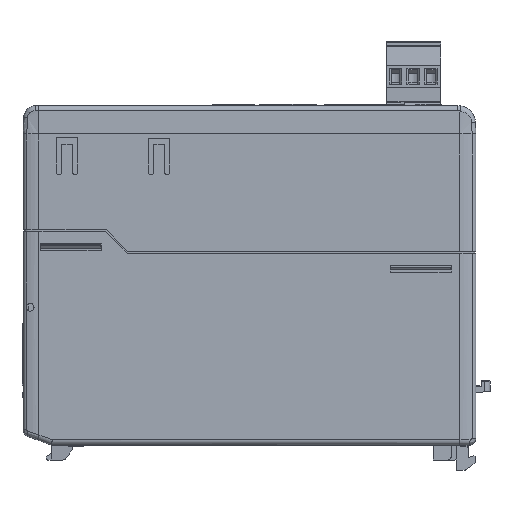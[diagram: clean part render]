
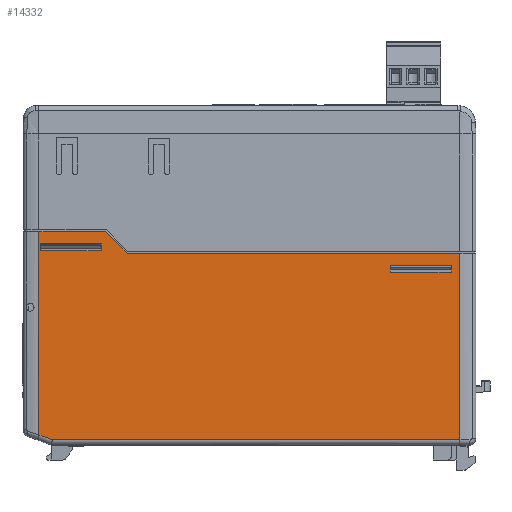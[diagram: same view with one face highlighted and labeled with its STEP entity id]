
A CAD part, left-side view. The second image highlights one B-rep face of the part: STEP entity #14332.
In plain terms, the highlighted planar face has unit normal (-1, 0, 0).
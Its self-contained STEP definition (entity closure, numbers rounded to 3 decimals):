
#1379 = DIRECTION ( 'NONE',  ( 0., 1., 0. ) ) ;
#1380 = VECTOR ( 'NONE', #1379, 1000. ) ;
#1381 = CARTESIAN_POINT ( 'NONE',  ( 95.856, -1.42, -141.826 ) ) ;
#1382 = LINE ( 'NONE', #1381, #1380 ) ;
#1383 = CARTESIAN_POINT ( 'NONE',  ( 95.856, 15.877, -141.826 ) ) ;
#1432 = CARTESIAN_POINT ( 'NONE',  ( 95.856, 97.683, -135.755 ) ) ;
#1457 = CARTESIAN_POINT ( 'NONE',  ( 95.856, -1.317, -141.826 ) ) ;
#1502 = DIRECTION ( 'NONE',  ( 0., -1., 0. ) ) ;
#1503 = VECTOR ( 'NONE', #1502, 1000. ) ;
#1504 = CARTESIAN_POINT ( 'NONE',  ( 95.856, 114.98, -133.855 ) ) ;
#1505 = LINE ( 'NONE', #1504, #1503 ) ;
#1506 = CARTESIAN_POINT ( 'NONE',  ( 95.856, 97.65, -133.855 ) ) ;
#1537 = DIRECTION ( 'NONE',  ( 0., -0.017, 1. ) ) ;
#1538 = VECTOR ( 'NONE', #1537, 1000. ) ;
#1541 = DIRECTION ( 'NONE',  ( 0., 1., 0. ) ) ;
#1542 = VECTOR ( 'NONE', #1541, 1000. ) ;
#1543 = CARTESIAN_POINT ( 'NONE',  ( 95.856, 97.58, -135.755 ) ) ;
#1544 = LINE ( 'NONE', #1543, #1542 ) ;
#1545 = CARTESIAN_POINT ( 'NONE',  ( 95.856, 114.877, -135.755 ) ) ;
#1591 = CARTESIAN_POINT ( 'NONE',  ( 95.856, 114.91, -133.855 ) ) ;
#1697 = CARTESIAN_POINT ( 'NONE',  ( 95.856, 15.91, -139.926 ) ) ;
#1698 = DIRECTION ( 'NONE',  ( 0., 1., 0. ) ) ;
#1699 = VECTOR ( 'NONE', #1698, 1000. ) ;
#1700 = CARTESIAN_POINT ( 'NONE',  ( 95.856, -1.42, -139.926 ) ) ;
#1701 = LINE ( 'NONE', #1700, #1699 ) ;
#1702 = CARTESIAN_POINT ( 'NONE',  ( 95.856, -1.35, -139.926 ) ) ;
#1751 = DIRECTION ( 'NONE',  ( 0., 0.017, -1. ) ) ;
#1752 = VECTOR ( 'NONE', #1751, 1000. ) ;
#1753 = CARTESIAN_POINT ( 'NONE',  ( 95.856, 81.191, 809.076 ) ) ;
#1754 = LINE ( 'NONE', #1753, #1752 ) ;
#1756 = DIRECTION ( 'NONE',  ( 0., -0.017, -1. ) ) ;
#1757 = VECTOR ( 'NONE', #1756, 1000. ) ;
#1758 = CARTESIAN_POINT ( 'NONE',  ( 95.856, 15.98, -135.926 ) ) ;
#1759 = LINE ( 'NONE', #1758, #1757 ) ;
#1786 = CARTESIAN_POINT ( 'NONE',  ( 95.856, -1.42, -135.926 ) ) ;
#1787 = LINE ( 'NONE', #1786, #1538 ) ;
#1808 = CARTESIAN_POINT ( 'NONE',  ( 95.856, 96.429, -130.355 ) ) ;
#1809 = CARTESIAN_POINT ( 'NONE',  ( 95.856, 90.358, -136.426 ) ) ;
#1810 = DIRECTION ( 'NONE',  ( 0., 0.707, 0.707 ) ) ;
#1811 = VECTOR ( 'NONE', #1810, 1000. ) ;
#1812 = CARTESIAN_POINT ( 'NONE',  ( 95.856, 90.358, -136.426 ) ) ;
#1818 = LINE ( 'NONE', #1812, #1811 ) ;
#1825 = DIRECTION ( 'NONE',  ( 0., 1., 0. ) ) ;
#1826 = VECTOR ( 'NONE', #1825, 1000. ) ;
#1827 = CARTESIAN_POINT ( 'NONE',  ( 95.856, 0., -130.355 ) ) ;
#1828 = LINE ( 'NONE', #1827, #1826 ) ;
#1839 = DIRECTION ( 'NONE',  ( 0., 0.017, 1. ) ) ;
#1840 = VECTOR ( 'NONE', #1839, 1000. ) ;
#1841 = CARTESIAN_POINT ( 'NONE',  ( 95.856, 131.36, 808.52 ) ) ;
#1847 = LINE ( 'NONE', #1841, #1840 ) ;
#1953 = CARTESIAN_POINT ( 'NONE',  ( 95.856, 115.28, -130.355 ) ) ;
#1980 = CARTESIAN_POINT ( 'NONE',  ( 95.856, -3.803, -136.426 ) ) ;
#1981 = DIRECTION ( 'NONE',  ( 0., 1., 0. ) ) ;
#1982 = VECTOR ( 'NONE', #1981, 1000. ) ;
#1983 = CARTESIAN_POINT ( 'NONE',  ( 95.856, 0., -136.426 ) ) ;
#1984 = LINE ( 'NONE', #1983, #1982 ) ;
#2189 = DIRECTION ( 'NONE',  ( 0., -0.936, -0.351 ) ) ;
#2190 = VECTOR ( 'NONE', #2189, 1000. ) ;
#2191 = CARTESIAN_POINT ( 'NONE',  ( 95.856, 421.292, -73.071 ) ) ;
#2192 = LINE ( 'NONE', #2191, #2190 ) ;
#2222 = CARTESIAN_POINT ( 'NONE',  ( 95.856, 115.28, -187.85 ) ) ;
#2223 = DIRECTION ( 'NONE',  ( 0., -1., 0. ) ) ;
#2224 = VECTOR ( 'NONE', #2223, 1000. ) ;
#2225 = CARTESIAN_POINT ( 'NONE',  ( 95.856, 90.358, -189.264 ) ) ;
#2226 = LINE ( 'NONE', #2225, #2224 ) ;
#2227 = CARTESIAN_POINT ( 'NONE',  ( 95.856, -3.803, -189.264 ) ) ;
#2279 = CARTESIAN_POINT ( 'NONE',  ( 95.856, 111.51, -189.264 ) ) ;
#13375 = EDGE_CURVE ( 'NONE', #52554, #52676, #63292, .T. ) ;
#13578 = EDGE_CURVE ( 'NONE', #52532, #52680, #63511, .T. ) ;
#14292 = ORIENTED_EDGE ( 'NONE', *, *, #13578, .T. ) ;
#14295 = ORIENTED_EDGE ( 'NONE', *, *, #52667, .T. ) ;
#14298 = ORIENTED_EDGE ( 'NONE', *, *, #52678, .T. ) ;
#14301 = ORIENTED_EDGE ( 'NONE', *, *, #13375, .F. ) ;
#14303 = EDGE_LOOP ( 'NONE', ( #14305, #14308, #14311, #14314 ) ) ;
#14305 = ORIENTED_EDGE ( 'NONE', *, *, #52435, .F. ) ;
#14308 = ORIENTED_EDGE ( 'NONE', *, *, #52213, .T. ) ;
#14311 = ORIENTED_EDGE ( 'NONE', *, *, #52415, .F. ) ;
#14314 = ORIENTED_EDGE ( 'NONE', *, *, #52373, .F. ) ;
#14332 = ADVANCED_FACE ( 'NONE', ( #34987, #34986, #34985 ), #34984, .F. ) ;
#14337 = EDGE_LOOP ( 'NONE', ( #14340, #14342, #14345, #14346 ) ) ;
#14340 = ORIENTED_EDGE ( 'NONE', *, *, #52265, .T. ) ;
#14342 = ORIENTED_EDGE ( 'NONE', *, *, #52381, .T. ) ;
#14345 = ORIENTED_EDGE ( 'NONE', *, *, #52280, .T. ) ;
#14346 = ORIENTED_EDGE ( 'NONE', *, *, #52443, .T. ) ;
#14349 = EDGE_LOOP ( 'NONE', ( #14350, #14353, #14354, #14292, #14295, #14298, #14301 ) ) ;
#14350 = ORIENTED_EDGE ( 'NONE', *, *, #52553, .T. ) ;
#14353 = ORIENTED_EDGE ( 'NONE', *, *, #52420, .T. ) ;
#14354 = ORIENTED_EDGE ( 'NONE', *, *, #52448, .T. ) ;
#34979 = DIRECTION ( 'NONE',  ( 0., 1., 0. ) ) ;
#34980 = DIRECTION ( 'NONE',  ( 1., 0., 0. ) ) ;
#34981 = CARTESIAN_POINT ( 'NONE',  ( 95.856, 90.358, 809.236 ) ) ;
#34983 = AXIS2_PLACEMENT_3D ( 'NONE', #34981, #34980, #34979 ) ;
#34984 = PLANE ( 'NONE',  #34983 ) ;
#34985 = FACE_BOUND ( 'NONE', #14303, .T. ) ;
#34986 = FACE_OUTER_BOUND ( 'NONE', #14349, .T. ) ;
#34987 = FACE_BOUND ( 'NONE', #14337, .T. ) ;
#52210 = VERTEX_POINT ( 'NONE', #1383 ) ;
#52213 = EDGE_CURVE ( 'NONE', #52236, #52210, #1382, .T. ) ;
#52219 = VERTEX_POINT ( 'NONE', #1432 ) ;
#52236 = VERTEX_POINT ( 'NONE', #1457 ) ;
#52263 = VERTEX_POINT ( 'NONE', #1506 ) ;
#52265 = EDGE_CURVE ( 'NONE', #52286, #52263, #1505, .T. ) ;
#52278 = VERTEX_POINT ( 'NONE', #1545 ) ;
#52280 = EDGE_CURVE ( 'NONE', #52219, #52278, #1544, .T. ) ;
#52286 = VERTEX_POINT ( 'NONE', #1591 ) ;
#52371 = VERTEX_POINT ( 'NONE', #1702 ) ;
#52373 = EDGE_CURVE ( 'NONE', #52371, #52374, #1701, .T. ) ;
#52374 = VERTEX_POINT ( 'NONE', #1697 ) ;
#52381 = EDGE_CURVE ( 'NONE', #52263, #52219, #1754, .T. ) ;
#52415 = EDGE_CURVE ( 'NONE', #52374, #52210, #1759, .T. ) ;
#52420 = EDGE_CURVE ( 'NONE', #52421, #52422, #1818, .T. ) ;
#52421 = VERTEX_POINT ( 'NONE', #1809 ) ;
#52422 = VERTEX_POINT ( 'NONE', #1808 ) ;
#52435 = EDGE_CURVE ( 'NONE', #52236, #52371, #1787, .T. ) ;
#52443 = EDGE_CURVE ( 'NONE', #52278, #52286, #1847, .T. ) ;
#52448 = EDGE_CURVE ( 'NONE', #52422, #52532, #1828, .T. ) ;
#52532 = VERTEX_POINT ( 'NONE', #1953 ) ;
#52553 = EDGE_CURVE ( 'NONE', #52554, #52421, #1984, .T. ) ;
#52554 = VERTEX_POINT ( 'NONE', #1980 ) ;
#52667 = EDGE_CURVE ( 'NONE', #52680, #52692, #2192, .T. ) ;
#52676 = VERTEX_POINT ( 'NONE', #2227 ) ;
#52678 = EDGE_CURVE ( 'NONE', #52692, #52676, #2226, .T. ) ;
#52680 = VERTEX_POINT ( 'NONE', #2222 ) ;
#52692 = VERTEX_POINT ( 'NONE', #2279 ) ;
#63284 = DIRECTION ( 'NONE',  ( 0., 0., -1. ) ) ;
#63285 = VECTOR ( 'NONE', #63284, 1000. ) ;
#63286 = CARTESIAN_POINT ( 'NONE',  ( 95.856, -3.803, 809.236 ) ) ;
#63292 = LINE ( 'NONE', #63286, #63285 ) ;
#63508 = DIRECTION ( 'NONE',  ( 0., 0., -1. ) ) ;
#63509 = VECTOR ( 'NONE', #63508, 1000. ) ;
#63510 = CARTESIAN_POINT ( 'NONE',  ( 95.856, 115.28, 809.236 ) ) ;
#63511 = LINE ( 'NONE', #63510, #63509 ) ;
